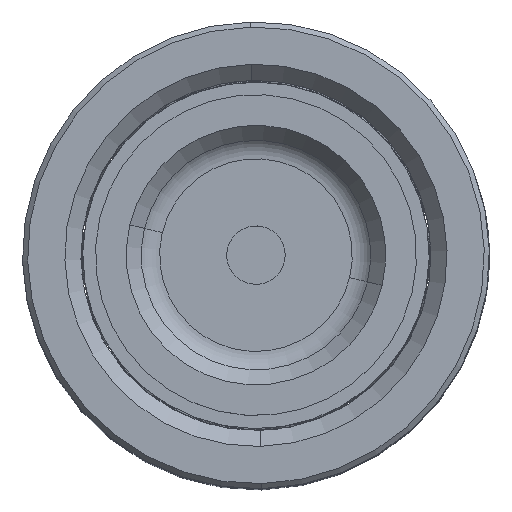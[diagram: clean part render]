
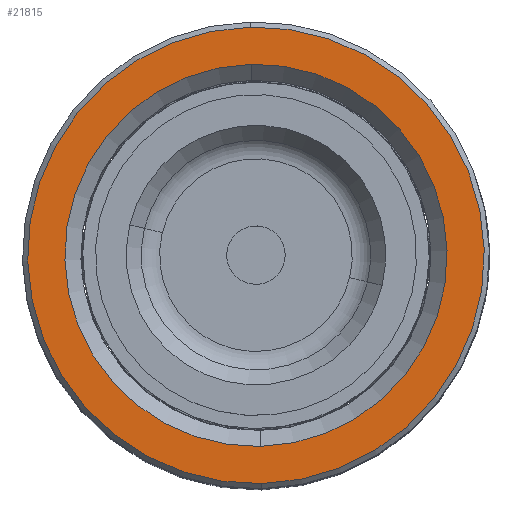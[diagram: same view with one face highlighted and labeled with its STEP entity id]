
A CAD part, top view. The second image highlights one B-rep face of the part: STEP entity #21815.
In plain terms, the highlighted planar face has unit normal (0, 0, 1).
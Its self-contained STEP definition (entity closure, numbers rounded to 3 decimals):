
#1925 = DIRECTION ( 'NONE',  ( 0., 0., -1. ) ) ;
#7254 = FACE_OUTER_BOUND ( 'NONE', #8476, .T. ) ;
#7481 = AXIS2_PLACEMENT_3D ( 'NONE', #29382, #36699, #36517 ) ;
#8476 = EDGE_LOOP ( 'NONE', ( #45775, #13739 ) ) ;
#9932 = AXIS2_PLACEMENT_3D ( 'NONE', #42526, #31808, #46395 ) ;
#10825 = AXIS2_PLACEMENT_3D ( 'NONE', #43049, #20811, #24224 ) ;
#13739 = ORIENTED_EDGE ( 'NONE', *, *, #16504, .T. ) ;
#14340 = VERTEX_POINT ( 'NONE', #26714 ) ;
#15690 = CIRCLE ( 'NONE', #7481, 26.2 ) ;
#16504 = EDGE_CURVE ( 'NONE', #37054, #31036, #43826, .T. ) ;
#16784 = VERTEX_POINT ( 'NONE', #45316 ) ;
#19393 = FACE_BOUND ( 'NONE', #43829, .T. ) ;
#20355 = EDGE_CURVE ( 'NONE', #14340, #16784, #15690, .T. ) ;
#20803 = EDGE_CURVE ( 'NONE', #16784, #14340, #37161, .T. ) ;
#20811 = DIRECTION ( 'NONE',  ( 0., 0., 1. ) ) ;
#21815 = ADVANCED_FACE ( 'NONE', ( #7254, #19393 ), #31590, .T. ) ;
#23909 = CARTESIAN_POINT ( 'NONE',  ( 0., 0., 100. ) ) ;
#24224 = DIRECTION ( 'NONE',  ( 1., 0., 0. ) ) ;
#24461 = CARTESIAN_POINT ( 'NONE',  ( 0., 0., 100. ) ) ;
#25270 = DIRECTION ( 'NONE',  ( 0., 0., 1. ) ) ;
#26714 = CARTESIAN_POINT ( 'NONE',  ( 26.2, 0., 100. ) ) ;
#27014 = ORIENTED_EDGE ( 'NONE', *, *, #20355, .T. ) ;
#27954 = AXIS2_PLACEMENT_3D ( 'NONE', #23909, #1925, #31214 ) ;
#29382 = CARTESIAN_POINT ( 'NONE',  ( 0., 0., 100. ) ) ;
#31036 = VERTEX_POINT ( 'NONE', #40479 ) ;
#31214 = DIRECTION ( 'NONE',  ( 1., 0., 0. ) ) ;
#31404 = EDGE_CURVE ( 'NONE', #31036, #37054, #41810, .T. ) ;
#31590 = PLANE ( 'NONE',  #37019 ) ;
#31808 = DIRECTION ( 'NONE',  ( 0., 0., 1. ) ) ;
#36517 = DIRECTION ( 'NONE',  ( 1., 0., 0. ) ) ;
#36699 = DIRECTION ( 'NONE',  ( 0., 0., -1. ) ) ;
#37019 = AXIS2_PLACEMENT_3D ( 'NONE', #24461, #25270, #46806 ) ;
#37054 = VERTEX_POINT ( 'NONE', #42897 ) ;
#37161 = CIRCLE ( 'NONE', #27954, 26.2 ) ;
#39222 = ORIENTED_EDGE ( 'NONE', *, *, #20803, .T. ) ;
#40479 = CARTESIAN_POINT ( 'NONE',  ( -31.3, 0., 100. ) ) ;
#41810 = CIRCLE ( 'NONE', #9932, 31.3 ) ;
#42526 = CARTESIAN_POINT ( 'NONE',  ( 0., 0., 100. ) ) ;
#42897 = CARTESIAN_POINT ( 'NONE',  ( 31.3, 0., 100. ) ) ;
#43049 = CARTESIAN_POINT ( 'NONE',  ( 0., 0., 100. ) ) ;
#43826 = CIRCLE ( 'NONE', #10825, 31.3 ) ;
#43829 = EDGE_LOOP ( 'NONE', ( #27014, #39222 ) ) ;
#45316 = CARTESIAN_POINT ( 'NONE',  ( -26.2, 0., 100. ) ) ;
#45775 = ORIENTED_EDGE ( 'NONE', *, *, #31404, .T. ) ;
#46395 = DIRECTION ( 'NONE',  ( 1., 0., 0. ) ) ;
#46806 = DIRECTION ( 'NONE',  ( 1., 0., 0. ) ) ;
